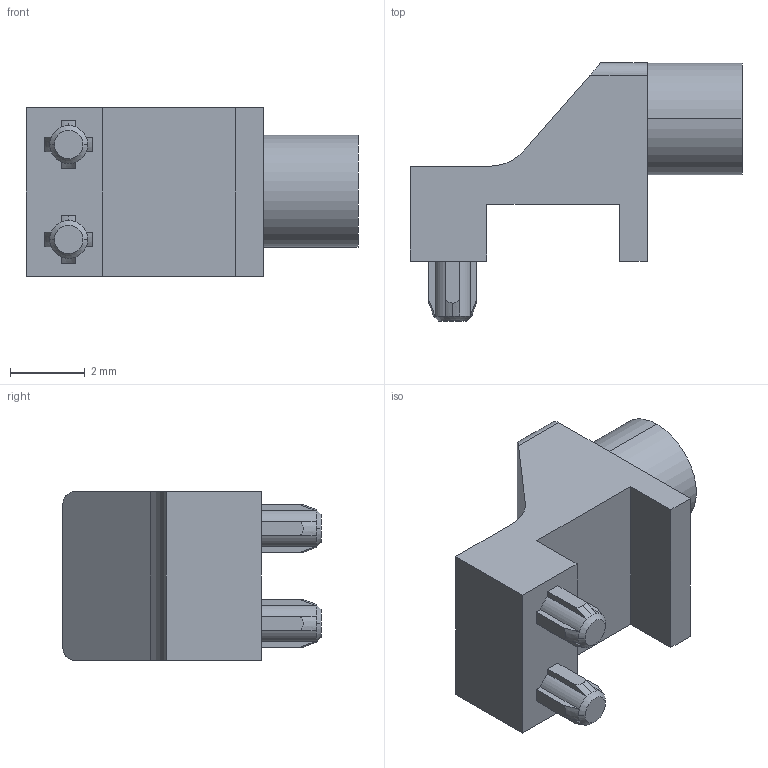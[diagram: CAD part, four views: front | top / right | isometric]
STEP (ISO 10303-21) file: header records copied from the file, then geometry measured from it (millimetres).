
FILE_DESCRIPTION (( 'STEP AP203' ), '1' );
FILE_NAME ('BIVAR__INC_SLP3-150-100-F.step', '2021-04-29T05:34:18', ( '' ), ( '' ), 'SwSTEP 2.0', 'SolidWorks 2021', '' );
FILE_SCHEMA (( 'CONFIG_CONTROL_DESIGN' ));
Length unit declared in the file: inch
Products named in the file (1): BIVAR__INC_SLP3-150-100-F
Bounding box: 8.89 x 6.91 x 4.52 mm (x, y, z)
Volume: 100.2 mm3; surface area: 183.2 mm2
Topology: 1 solids, 1 shells, 66 faces, 171 edges, 108 vertices
Faces by surface type: plane 39, cone 14, cylinder 13
Entity records: 2097 total; most frequent: CARTESIAN_POINT 439, ORIENTED_EDGE 338, DIRECTION 318, EDGE_CURVE 169, AXIS2_PLACEMENT_3D 110, VERTEX_POINT 107, LINE 98, VECTOR 98
